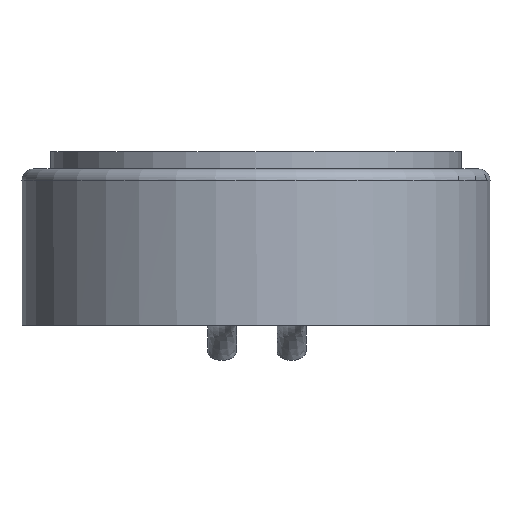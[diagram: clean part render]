
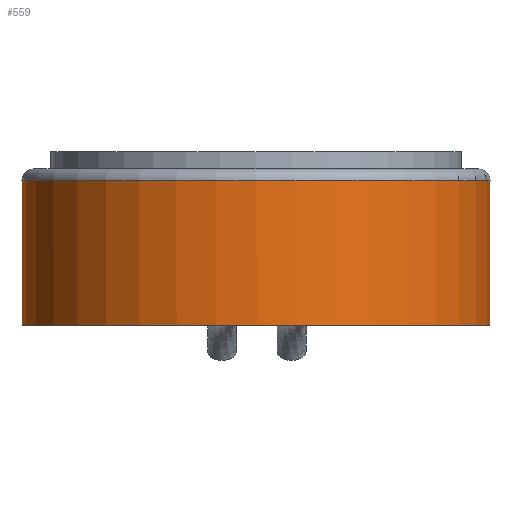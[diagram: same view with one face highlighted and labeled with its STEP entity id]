
A CAD part, front view. The second image highlights one B-rep face of the part: STEP entity #559.
In plain terms, the highlighted cylindrical face has radius 4.041 mm (diameter 8.083 mm), a partial arc.
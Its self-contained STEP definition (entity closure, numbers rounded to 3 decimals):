
#85=FACE_OUTER_BOUND('',#123,.T.);
#123=EDGE_LOOP('',(#467,#468,#469,#470,#471));
#144=CIRCLE('',#600,4.041);
#146=CIRCLE('',#602,4.041);
#163=CIRCLE('',#639,4.041);
#177=LINE('',#908,#205);
#195=LINE('',#1110,#223);
#205=VECTOR('',#697,10.);
#223=VECTOR('',#779,10.);
#237=VERTEX_POINT('',#856);
#238=VERTEX_POINT('',#858);
#240=VERTEX_POINT('',#862);
#243=VERTEX_POINT('',#906);
#266=VERTEX_POINT('',#1108);
#287=EDGE_CURVE('',#237,#238,#144,.T.);
#290=EDGE_CURVE('',#240,#237,#146,.T.);
#294=EDGE_CURVE('',#243,#240,#177,.T.);
#338=EDGE_CURVE('',#266,#238,#195,.T.);
#340=EDGE_CURVE('',#243,#266,#163,.T.);
#467=ORIENTED_EDGE('',*,*,#290,.F.);
#468=ORIENTED_EDGE('',*,*,#294,.F.);
#469=ORIENTED_EDGE('',*,*,#340,.T.);
#470=ORIENTED_EDGE('',*,*,#338,.T.);
#471=ORIENTED_EDGE('',*,*,#287,.F.);
#530=CYLINDRICAL_SURFACE('',#638,4.041);
#559=ADVANCED_FACE('',(#85),#530,.T.);
#600=AXIS2_PLACEMENT_3D('',#859,#686,#687);
#602=AXIS2_PLACEMENT_3D('',#887,#690,#691);
#638=AXIS2_PLACEMENT_3D('',#1113,#783,#784);
#639=AXIS2_PLACEMENT_3D('',#1114,#785,#786);
#686=DIRECTION('center_axis',(0.,0.,1.));
#687=DIRECTION('ref_axis',(0.341,-0.94,0.));
#690=DIRECTION('center_axis',(0.,0.,1.));
#691=DIRECTION('ref_axis',(0.341,-0.94,0.));
#697=DIRECTION('',(0.,0.,1.));
#779=DIRECTION('',(0.,0.,1.));
#783=DIRECTION('center_axis',(0.,0.,1.));
#784=DIRECTION('ref_axis',(0.003,-1.,0.));
#785=DIRECTION('center_axis',(0.,0.,1.));
#786=DIRECTION('ref_axis',(1.,0.,0.));
#856=CARTESIAN_POINT('',(11.25,-4.663,2.5));
#858=CARTESIAN_POINT('',(16.658,-0.86,2.5));
#859=CARTESIAN_POINT('Origin',(15.292,-4.663,2.5));
#862=CARTESIAN_POINT('',(13.905,-0.868,2.5));
#887=CARTESIAN_POINT('Origin',(15.292,-4.663,2.5));
#906=CARTESIAN_POINT('',(13.905,-0.868,0.));
#908=CARTESIAN_POINT('',(13.905,-0.868,0.));
#1108=CARTESIAN_POINT('',(16.658,-0.86,0.));
#1110=CARTESIAN_POINT('',(16.658,-0.86,0.));
#1113=CARTESIAN_POINT('Origin',(15.292,-4.663,0.));
#1114=CARTESIAN_POINT('Origin',(15.292,-4.663,0.));
